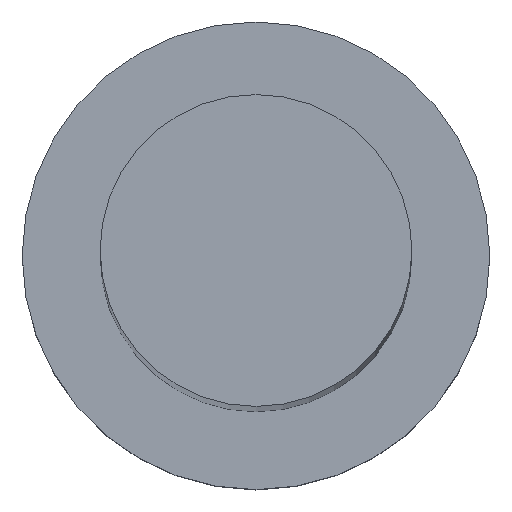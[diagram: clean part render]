
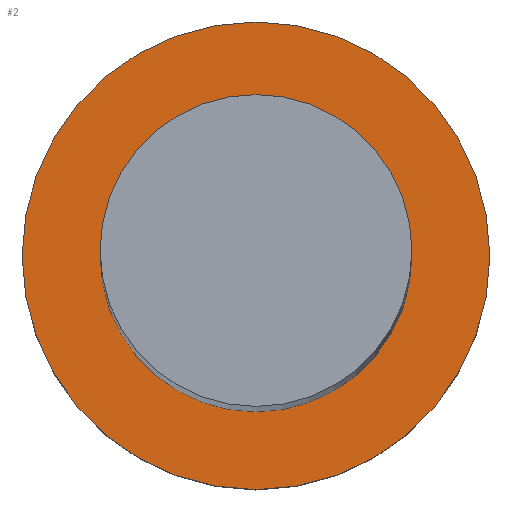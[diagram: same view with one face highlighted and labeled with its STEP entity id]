
A CAD part, top view. The second image highlights one B-rep face of the part: STEP entity #2.
In plain terms, the highlighted planar face has unit normal (0, 0, 1).
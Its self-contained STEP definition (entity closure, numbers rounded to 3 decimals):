
#1 = CARTESIAN_POINT ( 'NONE',  ( -6., 0., 7. ) ) ;
#2 = ADVANCED_FACE ( 'NONE', ( #19, #14 ), #252, .T. ) ;
#9 = CARTESIAN_POINT ( 'NONE',  ( 0., 0., 7. ) ) ;
#12 = VERTEX_POINT ( 'NONE', #172 ) ;
#14 = FACE_OUTER_BOUND ( 'NONE', #65, .T. ) ;
#19 = FACE_BOUND ( 'NONE', #63, .T. ) ;
#23 = CARTESIAN_POINT ( 'NONE',  ( 0., 0., 7. ) ) ;
#25 = AXIS2_PLACEMENT_3D ( 'NONE', #108, #106, #87 ) ;
#38 = DIRECTION ( 'NONE',  ( 1., 0., 0. ) ) ;
#44 = DIRECTION ( 'NONE',  ( 0., 0., 1. ) ) ;
#57 = DIRECTION ( 'NONE',  ( 0., 0., 1. ) ) ;
#63 = EDGE_LOOP ( 'NONE', ( #98, #88 ) ) ;
#65 = EDGE_LOOP ( 'NONE', ( #213, #221 ) ) ;
#82 = VERTEX_POINT ( 'NONE', #229 ) ;
#87 = DIRECTION ( 'NONE',  ( 1., 0., 0. ) ) ;
#88 = ORIENTED_EDGE ( 'NONE', *, *, #220, .F. ) ;
#90 = EDGE_CURVE ( 'NONE', #12, #218, #190, .T. ) ;
#94 = DIRECTION ( 'NONE',  ( 1., 0., 0. ) ) ;
#97 = AXIS2_PLACEMENT_3D ( 'NONE', #23, #44, #94 ) ;
#98 = ORIENTED_EDGE ( 'NONE', *, *, #209, .F. ) ;
#106 = DIRECTION ( 'NONE',  ( 0., 0., 1. ) ) ;
#108 = CARTESIAN_POINT ( 'NONE',  ( 0., 0., 7. ) ) ;
#110 = DIRECTION ( 'NONE',  ( 1., 0., 0. ) ) ;
#131 = CIRCLE ( 'NONE', #97, 9. ) ;
#137 = AXIS2_PLACEMENT_3D ( 'NONE', #151, #249, #38 ) ;
#144 = AXIS2_PLACEMENT_3D ( 'NONE', #9, #57, #167 ) ;
#151 = CARTESIAN_POINT ( 'NONE',  ( 0., 0., 7. ) ) ;
#156 = VERTEX_POINT ( 'NONE', #1 ) ;
#158 = AXIS2_PLACEMENT_3D ( 'NONE', #250, #231, #110 ) ;
#167 = DIRECTION ( 'NONE',  ( 1., 0., 0. ) ) ;
#172 = CARTESIAN_POINT ( 'NONE',  ( -9., 0., 7. ) ) ;
#185 = EDGE_CURVE ( 'NONE', #218, #12, #131, .T. ) ;
#190 = CIRCLE ( 'NONE', #25, 9. ) ;
#208 = CIRCLE ( 'NONE', #144, 6. ) ;
#209 = EDGE_CURVE ( 'NONE', #156, #82, #255, .T. ) ;
#213 = ORIENTED_EDGE ( 'NONE', *, *, #90, .T. ) ;
#218 = VERTEX_POINT ( 'NONE', #230 ) ;
#220 = EDGE_CURVE ( 'NONE', #82, #156, #208, .T. ) ;
#221 = ORIENTED_EDGE ( 'NONE', *, *, #185, .T. ) ;
#229 = CARTESIAN_POINT ( 'NONE',  ( 6., 0., 7. ) ) ;
#230 = CARTESIAN_POINT ( 'NONE',  ( 9., 0., 7. ) ) ;
#231 = DIRECTION ( 'NONE',  ( 0., 0., 1. ) ) ;
#249 = DIRECTION ( 'NONE',  ( 0., 0., 1. ) ) ;
#250 = CARTESIAN_POINT ( 'NONE',  ( 0., 0., 7. ) ) ;
#252 = PLANE ( 'NONE',  #158 ) ;
#255 = CIRCLE ( 'NONE', #137, 6. ) ;
